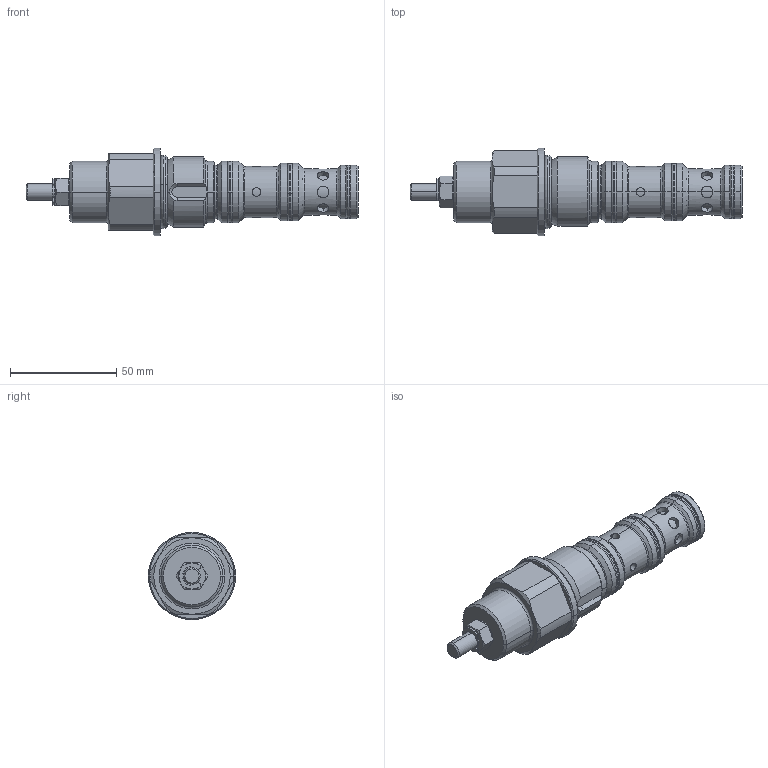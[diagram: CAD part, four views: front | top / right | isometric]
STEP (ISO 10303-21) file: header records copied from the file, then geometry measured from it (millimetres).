
FILE_DESCRIPTION (( 'STEP AP214' ), '1' );
FILE_NAME ('456.K4_Kunde.STEP', '2017-02-22T10:44:06', ( 'user' ), ( '' ), 'SwSTEP 2.0', 'SolidWorks 2016', '' );
FILE_SCHEMA (( 'AUTOMOTIVE_DESIGN' ));
Length unit declared in the file: millimetre
Products named in the file (1): 456.K4_Kunde
Bounding box: 156.17 x 41 x 41 mm (x, y, z)
Volume: 94176.3 mm3; surface area: 19884.9 mm2
Topology: 6 solids, 6 shells, 246 faces, 544 edges, 324 vertices
Faces by surface type: cylinder 109, torus 52, plane 45, cone 40
Entity records: 8348 total; most frequent: CARTESIAN_POINT 2729, DIRECTION 1214, ORIENTED_EDGE 1088, EDGE_CURVE 544, AXIS2_PLACEMENT_3D 517, VERTEX_POINT 324, CIRCLE 270, EDGE_LOOP 268
